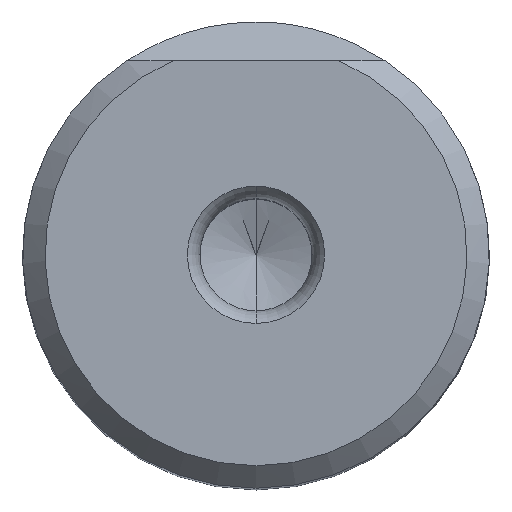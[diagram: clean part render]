
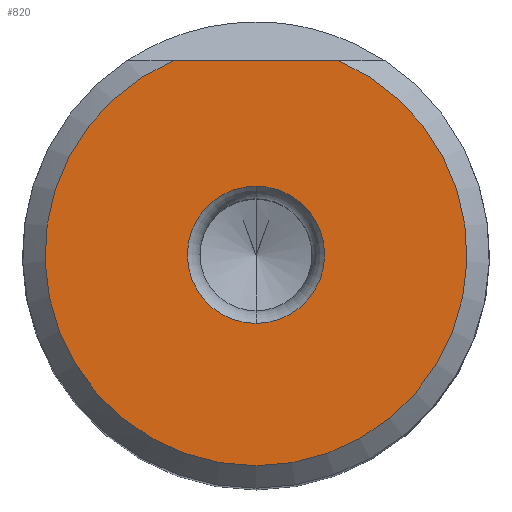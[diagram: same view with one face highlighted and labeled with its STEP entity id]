
A CAD part, top view. The second image highlights one B-rep face of the part: STEP entity #820.
In plain terms, the highlighted face is planar.
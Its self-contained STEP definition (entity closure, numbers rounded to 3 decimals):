
#179=CARTESIAN_POINT('',(0.,0.,0.));
#180=DIRECTION('',(0.,0.,-1.));
#181=DIRECTION('',(0.,1.,0.));
#182=AXIS2_PLACEMENT_3D('',#179,#180,#181);
#187=CARTESIAN_POINT('',(0.,0.,0.));
#188=DIRECTION('',(0.,0.,-1.));
#189=DIRECTION('',(0.,-1.,0.));
#190=AXIS2_PLACEMENT_3D('',#187,#188,#189);
#195=DIRECTION('',(-1.,0.,0.));
#196=VECTOR('',#195,8.839);
#197=CARTESIAN_POINT('',(4.419,10.4,0.));
#198=LINE('',#197,#196);
#278=CARTESIAN_POINT('',(0.,0.,0.));
#279=DIRECTION('',(0.,0.,-1.));
#280=DIRECTION('',(0.391,0.92,0.));
#281=AXIS2_PLACEMENT_3D('',#278,#279,#280);
#298=CARTESIAN_POINT('',(-4.419,10.4,0.));
#303=CARTESIAN_POINT('',(4.419,10.4,0.));
#755=VERTEX_POINT('',#298);
#764=VERTEX_POINT('',#303);
#799=CARTESIAN_POINT('',(0.,3.677,0.));
#800=CARTESIAN_POINT('',(0.,-3.677,0.));
#801=VERTEX_POINT('',#799);
#802=VERTEX_POINT('',#800);
#803=CARTESIAN_POINT('',(0.,0.,0.));
#804=DIRECTION('',(0.,0.,-1.));
#805=DIRECTION('',(0.,-1.,0.));
#806=AXIS2_PLACEMENT_3D('',#803,#804,#805);
#807=PLANE('',#806);
#809=ORIENTED_EDGE('',*,*,#808,.F.);
#811=ORIENTED_EDGE('',*,*,#810,.T.);
#812=EDGE_LOOP('',(#809,#811));
#813=FACE_OUTER_BOUND('',#812,.F.);
#815=ORIENTED_EDGE('',*,*,#814,.T.);
#817=ORIENTED_EDGE('',*,*,#816,.T.);
#818=EDGE_LOOP('',(#815,#817));
#819=FACE_BOUND('',#818,.F.);
#183=CIRCLE('',#182,3.677);
#191=CIRCLE('',#190,3.677);
#282=CIRCLE('',#281,11.3);
#808=EDGE_CURVE('',#764,#755,#282,.T.);
#810=EDGE_CURVE('',#764,#755,#198,.T.);
#814=EDGE_CURVE('',#801,#802,#183,.T.);
#816=EDGE_CURVE('',#802,#801,#191,.T.);
#820=ADVANCED_FACE('',(#813,#819),#807,.T.);
